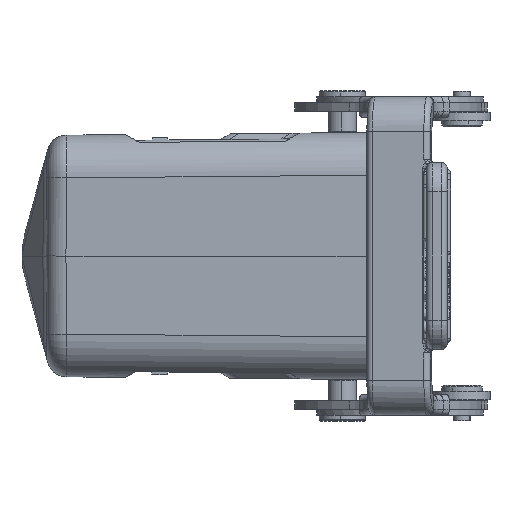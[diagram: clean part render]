
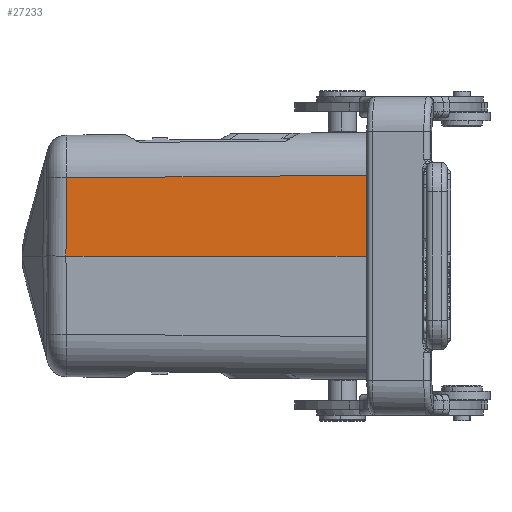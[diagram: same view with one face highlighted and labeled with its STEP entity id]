
A CAD part, left-side view. The second image highlights one B-rep face of the part: STEP entity #27233.
In plain terms, the highlighted planar face has unit normal (-1, 0.009, 0.009).
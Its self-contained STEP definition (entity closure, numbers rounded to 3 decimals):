
#673=DIRECTION('',(0.009,0.,1.));
#674=VECTOR('',#673,14.062);
#675=CARTESIAN_POINT('',(-36.496,70.504,
0.));
#676=LINE('',#675,#674);
#677=DIRECTION('',(0.009,-0.009,1.));
#678=VECTOR('',#677,13.601);
#679=CARTESIAN_POINT('',(-36.033,123.531,0.));
#680=LINE('',#679,#678);
#681=DIRECTION('',(-0.009,-1.,0.009));
#682=VECTOR('',#681,52.912);
#683=CARTESIAN_POINT('',(-35.915,123.412,13.6));
#684=LINE('',#683,#682);
#685=DIRECTION('',(-0.009,-1.,0.));
#686=VECTOR('',#685,43.132);
#687=CARTESIAN_POINT('',(-36.033,123.531,0.));
#688=LINE('',#687,#686);
#689=DIRECTION('',(-0.009,-1.,0.));
#690=VECTOR('',#689,8.8);
#691=CARTESIAN_POINT('',(-36.409,80.4,
-0.001));
#692=LINE('',#691,#690);
#693=DIRECTION('',(-0.009,-1.,0.));
#694=VECTOR('',#693,1.096);
#695=CARTESIAN_POINT('',(-36.486,71.6,
-0.001));
#696=LINE('',#695,#694);
#21558=CARTESIAN_POINT('',(-36.496,70.504,
0.));
#21559=CARTESIAN_POINT('',(-36.373,70.504,
14.061));
#21560=VERTEX_POINT('',#21558);
#21561=VERTEX_POINT('',#21559);
#21562=CARTESIAN_POINT('',(-36.486,71.6,
-0.001));
#21563=VERTEX_POINT('',#21562);
#21564=CARTESIAN_POINT('',(-36.409,80.4,
-0.001));
#21565=VERTEX_POINT('',#21564);
#21566=CARTESIAN_POINT('',(-36.033,123.531,0.));
#21567=VERTEX_POINT('',#21566);
#21568=CARTESIAN_POINT('',(-35.915,123.412,
13.6));
#21569=VERTEX_POINT('',#21568);
#27215=CARTESIAN_POINT('',(-36.302,70.,22.725));
#27216=DIRECTION('',(-1.,0.009,0.009));
#27217=DIRECTION('',(-0.009,0.,-1.));
#27218=AXIS2_PLACEMENT_3D('',#27215,#27216,#27217);
#27219=PLANE('',#27218);
#27221=ORIENTED_EDGE('',*,*,#27220,.F.);
#27223=ORIENTED_EDGE('',*,*,#27222,.F.);
#27225=ORIENTED_EDGE('',*,*,#27224,.F.);
#27227=ORIENTED_EDGE('',*,*,#27226,.T.);
#27229=ORIENTED_EDGE('',*,*,#27228,.T.);
#27230=ORIENTED_EDGE('',*,*,#27205,.F.);
#27231=EDGE_LOOP('',(#27221,#27223,#27225,#27227,#27229,#27230));
#27232=FACE_OUTER_BOUND('',#27231,.F.);
#27233=ADVANCED_FACE('',(#27232),#27219,.T.);
#27205=EDGE_CURVE('',#21560,#21561,#676,.T.);
#27220=EDGE_CURVE('',#21563,#21560,#696,.T.);
#27222=EDGE_CURVE('',#21565,#21563,#692,.T.);
#27224=EDGE_CURVE('',#21567,#21565,#688,.T.);
#27226=EDGE_CURVE('',#21567,#21569,#680,.T.);
#27228=EDGE_CURVE('',#21569,#21561,#684,.T.);
